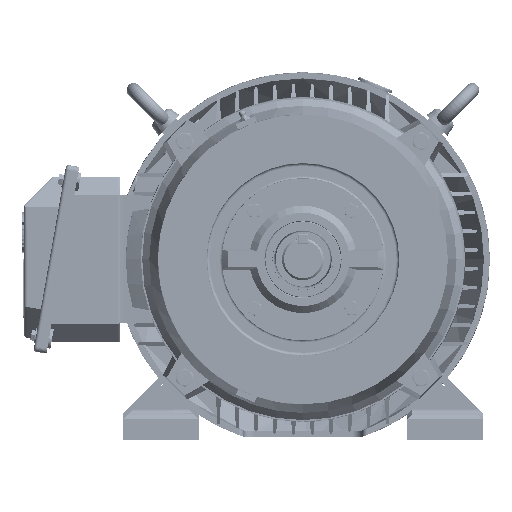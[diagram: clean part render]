
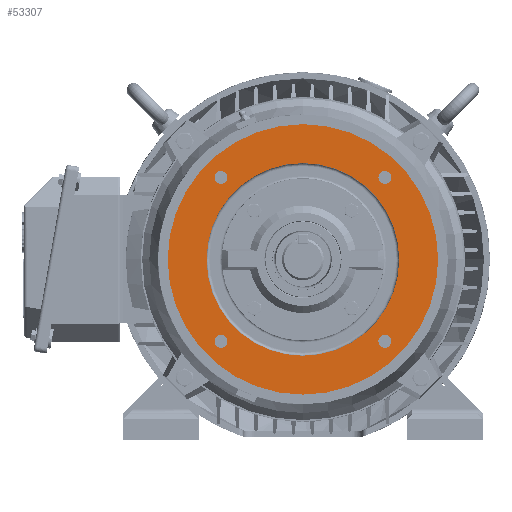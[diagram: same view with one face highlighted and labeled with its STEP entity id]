
A CAD part, left-side view. The second image highlights one B-rep face of the part: STEP entity #53307.
In plain terms, the highlighted planar face has unit normal (-1, 0, 0).
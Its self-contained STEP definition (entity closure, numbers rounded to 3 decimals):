
#38101 = CIRCLE ( 'NONE', #38238, 6.35 ) ;
#38128 = CARTESIAN_POINT ( 'NONE',  ( 0., -74.472, -80.822 ) ) ;
#38234 = DIRECTION ( 'NONE',  ( 0., -1., 0. ) ) ;
#38235 = DIRECTION ( 'NONE',  ( -1., 0., 0. ) ) ;
#38237 = CARTESIAN_POINT ( 'NONE',  ( 0., -80.822, -80.822 ) ) ;
#38238 = AXIS2_PLACEMENT_3D ( 'NONE', #38237, #38235, #38234 ) ;
#38328 = CARTESIAN_POINT ( 'NONE',  ( 0., -74.472, 80.822 ) ) ;
#38426 = CARTESIAN_POINT ( 'NONE',  ( 0., -87.172, 80.822 ) ) ;
#38428 = DIRECTION ( 'NONE',  ( 0., -1., 0. ) ) ;
#38430 = DIRECTION ( 'NONE',  ( -1., 0., 0. ) ) ;
#38431 = CARTESIAN_POINT ( 'NONE',  ( 0., -80.822, 80.822 ) ) ;
#38433 = AXIS2_PLACEMENT_3D ( 'NONE', #38431, #38430, #38428 ) ;
#38443 = CIRCLE ( 'NONE', #38433, 6.35 ) ;
#38536 = CARTESIAN_POINT ( 'NONE',  ( 0., 87.172, 80.822 ) ) ;
#38602 = CARTESIAN_POINT ( 'NONE',  ( 0., -87.172, -80.822 ) ) ;
#38620 = CARTESIAN_POINT ( 'NONE',  ( 0., 74.472, 80.822 ) ) ;
#38622 = DIRECTION ( 'NONE',  ( 0., -1., 0. ) ) ;
#38624 = DIRECTION ( 'NONE',  ( -1., 0., 0. ) ) ;
#38626 = CARTESIAN_POINT ( 'NONE',  ( 0., 80.822, 80.822 ) ) ;
#38628 = AXIS2_PLACEMENT_3D ( 'NONE', #38626, #38624, #38622 ) ;
#38638 = CIRCLE ( 'NONE', #38628, 6.35 ) ;
#38792 = CARTESIAN_POINT ( 'NONE',  ( 0., 87.172, -80.822 ) ) ;
#38849 = CARTESIAN_POINT ( 'NONE',  ( 0., 74.472, -80.822 ) ) ;
#38864 = DIRECTION ( 'NONE',  ( 0., -1., 0. ) ) ;
#38866 = DIRECTION ( 'NONE',  ( -1., 0., 0. ) ) ;
#38868 = CARTESIAN_POINT ( 'NONE',  ( 0., 80.822, -80.822 ) ) ;
#38870 = AXIS2_PLACEMENT_3D ( 'NONE', #38868, #38866, #38864 ) ;
#38881 = CIRCLE ( 'NONE', #38870, 6.35 ) ;
#39985 = CARTESIAN_POINT ( 'NONE',  ( 0., -95., 0. ) ) ;
#39987 = DIRECTION ( 'NONE',  ( 0., -1., 0. ) ) ;
#39989 = DIRECTION ( 'NONE',  ( -1., 0., 0. ) ) ;
#39991 = CARTESIAN_POINT ( 'NONE',  ( 0., 0., 0. ) ) ;
#39993 = AXIS2_PLACEMENT_3D ( 'NONE', #39991, #39989, #39987 ) ;
#39995 = CIRCLE ( 'NONE', #39993, 95. ) ;
#40010 = CARTESIAN_POINT ( 'NONE',  ( 0., 95., 0. ) ) ;
#42247 = CARTESIAN_POINT ( 'NONE',  ( 0., 133.35, 0. ) ) ;
#42362 = CARTESIAN_POINT ( 'NONE',  ( 0., -133.35, 0. ) ) ;
#42364 = DIRECTION ( 'NONE',  ( 0., -1., 0. ) ) ;
#42365 = DIRECTION ( 'NONE',  ( -1., 0., 0. ) ) ;
#42367 = AXIS2_PLACEMENT_3D ( 'NONE', #42380, #42365, #42364 ) ;
#42368 = CIRCLE ( 'NONE', #42367, 133.35 ) ;
#42380 = CARTESIAN_POINT ( 'NONE',  ( 0., 0., 0. ) ) ;
#53307 = ADVANCED_FACE ( 'NONE', ( #131794, #131793, #131792, #131791, #131849, #131848 ), #131847, .F. ) ;
#53309 = EDGE_LOOP ( 'NONE', ( #53312, #53393 ) ) ;
#53312 = ORIENTED_EDGE ( 'NONE', *, *, #53389, .F. ) ;
#53334 = EDGE_CURVE ( 'NONE', #99597, #99576, #131862, .T. ) ;
#53338 = ORIENTED_EDGE ( 'NONE', *, *, #99593, .F. ) ;
#53341 = EDGE_LOOP ( 'NONE', ( #53344, #53347 ) ) ;
#53344 = ORIENTED_EDGE ( 'NONE', *, *, #101061, .T. ) ;
#53347 = ORIENTED_EDGE ( 'NONE', *, *, #53349, .T. ) ;
#53349 = EDGE_CURVE ( 'NONE', #101049, #101063, #131903, .T. ) ;
#53389 = EDGE_CURVE ( 'NONE', #100125, #100108, #131952, .T. ) ;
#53393 = ORIENTED_EDGE ( 'NONE', *, *, #100123, .F. ) ;
#53396 = EDGE_LOOP ( 'NONE', ( #53400, #53409 ) ) ;
#53400 = ORIENTED_EDGE ( 'NONE', *, *, #53404, .F. ) ;
#53404 = EDGE_CURVE ( 'NONE', #99529, #99511, #131989, .T. ) ;
#53409 = ORIENTED_EDGE ( 'NONE', *, *, #99525, .F. ) ;
#53411 = EDGE_LOOP ( 'NONE', ( #53413, #53338 ) ) ;
#53413 = ORIENTED_EDGE ( 'NONE', *, *, #53334, .F. ) ;
#53434 = EDGE_LOOP ( 'NONE', ( #53440, #53446 ) ) ;
#53440 = ORIENTED_EDGE ( 'NONE', *, *, #53442, .F. ) ;
#53442 = EDGE_CURVE ( 'NONE', #99659, #99641, #132063, .T. ) ;
#53446 = ORIENTED_EDGE ( 'NONE', *, *, #99655, .F. ) ;
#53447 = EDGE_LOOP ( 'NONE', ( #53451, #53458 ) ) ;
#53451 = ORIENTED_EDGE ( 'NONE', *, *, #53454, .F. ) ;
#53454 = EDGE_CURVE ( 'NONE', #99604, #99441, #132098, .T. ) ;
#53458 = ORIENTED_EDGE ( 'NONE', *, *, #99452, .F. ) ;
#99441 = VERTEX_POINT ( 'NONE', #38128 ) ;
#99452 = EDGE_CURVE ( 'NONE', #99441, #99604, #38101, .T. ) ;
#99511 = VERTEX_POINT ( 'NONE', #38328 ) ;
#99525 = EDGE_CURVE ( 'NONE', #99511, #99529, #38443, .T. ) ;
#99529 = VERTEX_POINT ( 'NONE', #38426 ) ;
#99576 = VERTEX_POINT ( 'NONE', #38536 ) ;
#99593 = EDGE_CURVE ( 'NONE', #99576, #99597, #38638, .T. ) ;
#99597 = VERTEX_POINT ( 'NONE', #38620 ) ;
#99604 = VERTEX_POINT ( 'NONE', #38602 ) ;
#99641 = VERTEX_POINT ( 'NONE', #38792 ) ;
#99655 = EDGE_CURVE ( 'NONE', #99641, #99659, #38881, .T. ) ;
#99659 = VERTEX_POINT ( 'NONE', #38849 ) ;
#100108 = VERTEX_POINT ( 'NONE', #40010 ) ;
#100123 = EDGE_CURVE ( 'NONE', #100108, #100125, #39995, .T. ) ;
#100125 = VERTEX_POINT ( 'NONE', #39985 ) ;
#101049 = VERTEX_POINT ( 'NONE', #42247 ) ;
#101061 = EDGE_CURVE ( 'NONE', #101063, #101049, #42368, .T. ) ;
#101063 = VERTEX_POINT ( 'NONE', #42362 ) ;
#131702 = DIRECTION ( 'NONE',  ( 0., -1., 0. ) ) ;
#131791 = FACE_OUTER_BOUND ( 'NONE', #53341, .T. ) ;
#131792 = FACE_BOUND ( 'NONE', #53411, .T. ) ;
#131793 = FACE_BOUND ( 'NONE', #53396, .T. ) ;
#131794 = FACE_BOUND ( 'NONE', #53309, .T. ) ;
#131843 = DIRECTION ( 'NONE',  ( 0., 1., 0. ) ) ;
#131844 = DIRECTION ( 'NONE',  ( 1., 0., 0. ) ) ;
#131845 = AXIS2_PLACEMENT_3D ( 'NONE', #131846, #131844, #131843 ) ;
#131846 = CARTESIAN_POINT ( 'NONE',  ( 0., 95., 0. ) ) ;
#131847 = PLANE ( 'NONE',  #131845 ) ;
#131848 = FACE_BOUND ( 'NONE', #53447, .T. ) ;
#131849 = FACE_BOUND ( 'NONE', #53434, .T. ) ;
#131858 = DIRECTION ( 'NONE',  ( 0., -1., 0. ) ) ;
#131859 = DIRECTION ( 'NONE',  ( -1., 0., 0. ) ) ;
#131860 = CARTESIAN_POINT ( 'NONE',  ( 0., 80.822, 80.822 ) ) ;
#131861 = AXIS2_PLACEMENT_3D ( 'NONE', #131860, #131859, #131858 ) ;
#131862 = CIRCLE ( 'NONE', #131861, 6.35 ) ;
#131895 = DIRECTION ( 'NONE',  ( 0., -1., 0. ) ) ;
#131896 = DIRECTION ( 'NONE',  ( -1., 0., 0. ) ) ;
#131897 = CARTESIAN_POINT ( 'NONE',  ( 0., 0., 0. ) ) ;
#131898 = AXIS2_PLACEMENT_3D ( 'NONE', #131897, #131896, #131895 ) ;
#131903 = CIRCLE ( 'NONE', #131898, 133.35 ) ;
#131949 = DIRECTION ( 'NONE',  ( -1., 0., 0. ) ) ;
#131950 = CARTESIAN_POINT ( 'NONE',  ( 0., 0., 0. ) ) ;
#131951 = AXIS2_PLACEMENT_3D ( 'NONE', #131950, #131949, #131702 ) ;
#131952 = CIRCLE ( 'NONE', #131951, 95. ) ;
#131985 = DIRECTION ( 'NONE',  ( 0., -1., 0. ) ) ;
#131986 = DIRECTION ( 'NONE',  ( -1., 0., 0. ) ) ;
#131987 = CARTESIAN_POINT ( 'NONE',  ( 0., -80.822, 80.822 ) ) ;
#131988 = AXIS2_PLACEMENT_3D ( 'NONE', #131987, #131986, #131985 ) ;
#131989 = CIRCLE ( 'NONE', #131988, 6.35 ) ;
#132059 = DIRECTION ( 'NONE',  ( 0., -1., 0. ) ) ;
#132060 = DIRECTION ( 'NONE',  ( -1., 0., 0. ) ) ;
#132061 = CARTESIAN_POINT ( 'NONE',  ( 0., 80.822, -80.822 ) ) ;
#132062 = AXIS2_PLACEMENT_3D ( 'NONE', #132061, #132060, #132059 ) ;
#132063 = CIRCLE ( 'NONE', #132062, 6.35 ) ;
#132094 = DIRECTION ( 'NONE',  ( 0., -1., 0. ) ) ;
#132095 = DIRECTION ( 'NONE',  ( -1., 0., 0. ) ) ;
#132096 = CARTESIAN_POINT ( 'NONE',  ( 0., -80.822, -80.822 ) ) ;
#132097 = AXIS2_PLACEMENT_3D ( 'NONE', #132096, #132095, #132094 ) ;
#132098 = CIRCLE ( 'NONE', #132097, 6.35 ) ;
